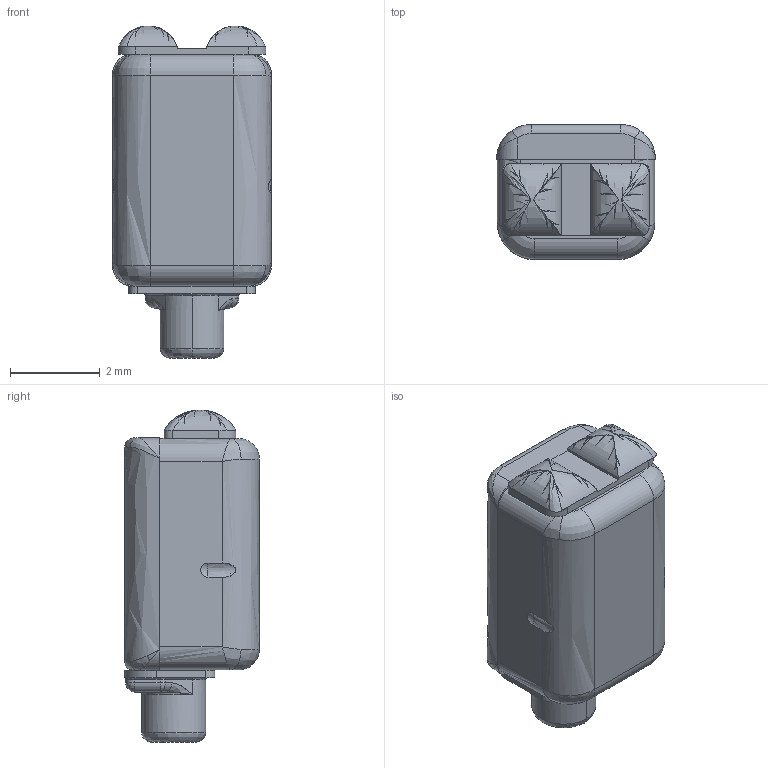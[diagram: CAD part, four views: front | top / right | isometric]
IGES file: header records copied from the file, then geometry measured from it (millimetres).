
Start section:  PTC IGES file: ffc-26171-i02_sw.igs
Global section: file name: ffc-26171-i02_sw.igs; native system: Creo Parametric by Parametric Technology Corporation; preprocessor: 2012480; author: LYan; organization: Unknown; date: 20130429.165642; units: inch
Bounding box: 3.53 x 3 x 7.38 mm (x, y, z)
Surface area: 170.6 mm2 (no closed solid volume)
Topology: 0 solids, 0 shells, 247 faces, 1218 edges, 1214 vertices
Faces by surface type: revolution 137, bspline 110
